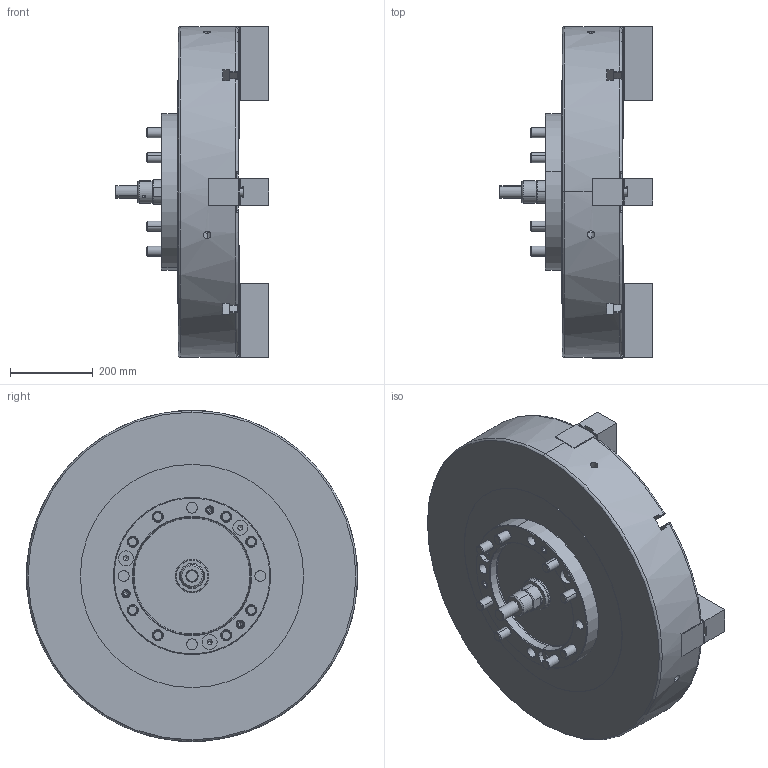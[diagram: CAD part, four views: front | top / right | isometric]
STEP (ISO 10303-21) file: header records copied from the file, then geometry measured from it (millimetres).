
FILE_DESCRIPTION (( 'STEP AP203' ), '1' );
FILE_NAME ('CF-4V-32A15.STEP', '2019-07-29T09:37:11', ( '' ), ( '' ), 'SwSTEP 2.0', 'SolidWorks 2016', '' );
FILE_SCHEMA (( 'CONFIG_CONTROL_DESIGN' ));
Length unit declared in the file: millimetre
Products named in the file (16): CF-4V-32-05000; CF-3V-21-05000; CF-3P-15-05000; CF-FSW200100; CF-3P-15-06000; 圓頭內六角螺栓_M20x60; CF-3V-21-11000; 圓頭內六角螺栓_M12x50; CF-4V-32-01000; 圓頭內六角螺栓_M24x190; CF-3V-50-12010; CF-4V-32-02000; SJ-21; CF-4V-32A15; 圓頭內六角螺栓_M6x14; CF-4V-32-03000
Assembly tree (47 placements, depth 2):
  CF-4V-32A15
    CF-4V-32-01000
    CF-4V-32-02000
    CF-4V-32-03000  x4
    CF-4V-32-05000
    CF-3V-21-05000  x4
    CF-3P-15-05000
    CF-FSW200100
    CF-3P-15-06000
    CF-3V-21-11000
    圓頭內六角螺栓_M24x190  x8
    圓頭內六角螺栓_M6x14  x8
    SJ-21  x4
    圓頭內六角螺栓_M20x60  x8
    圓頭內六角螺栓_M12x50  x3
    CF-3V-50-12010
Bounding box: 371.2 x 802.46 x 802.46 mm (x, y, z)
Volume: 75990886.8 mm3; surface area: 3331099 mm2
Topology: 47 solids, 47 shells, 3961 faces, 10953 edges, 7130 vertices
Faces by surface type: plane 2802, cylinder 770, cone 359, torus 22, bspline 8
Entity records: 50842 total; most frequent: CARTESIAN_POINT 10758, ORIENTED_EDGE 7936, DIRECTION 7758, EDGE_CURVE 3968, AXIS2_PLACEMENT_3D 2595, VERTEX_POINT 2595, LINE 2568, VECTOR 2568
